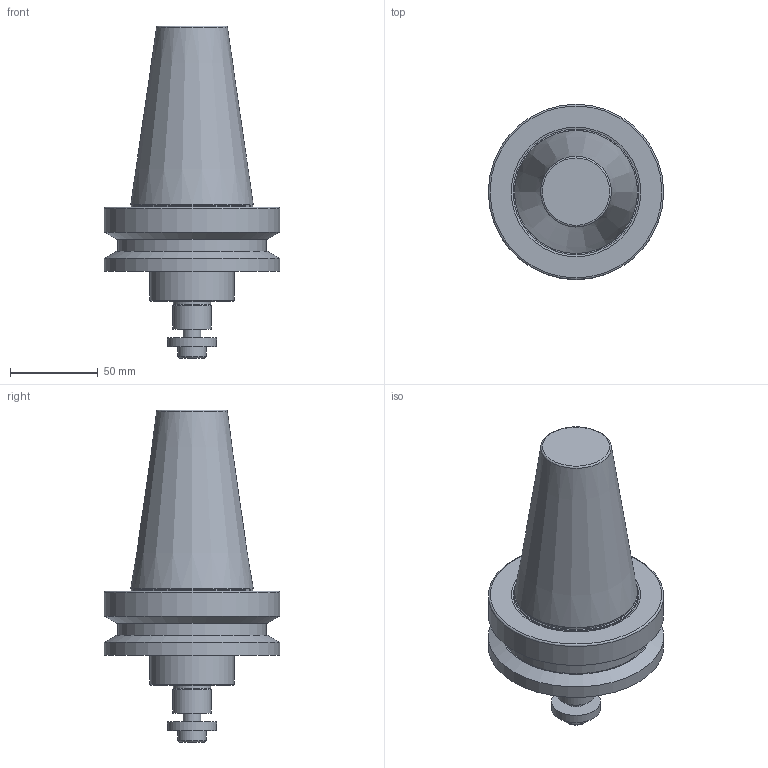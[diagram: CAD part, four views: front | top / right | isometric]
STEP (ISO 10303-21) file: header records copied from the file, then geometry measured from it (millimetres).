
FILE_DESCRIPTION(/* description */ ('3-D model version:1'),/* implementation_level */ '2;1');
FILE_NAME(/* name */ '392.55805C5022055',/* time_stamp */ '2016-12-02T14:02:01',/* author */ ('InteractiveCad'),/* organization */ ('AB Sandvik Coromant'),/* preprocessor_version */ 'ST-DEVELOPER v11',/* originating_system */ 'SIEMENS UGS NX 6.0',/* authorization */ '');
FILE_SCHEMA(('AUTOMOTIVE_DESIGN'));
Length unit declared in the file: millimetre
Products named in the file (1): 392.55805C5022055_635399699216234688_1_stp
Bounding box: 99.97 x 99.97 x 189.3 mm (x, y, z)
Volume: 557503.8 mm3; surface area: 51019.2 mm2
Topology: 1 solids, 1 shells, 41 faces, 68 edges, 40 vertices
Faces by surface type: plane 13, cylinder 12, cone 10, torus 6
Full cylindrical faces by diameter (mm): 10 x1, 11 x2, 16 x1, 21.294 x1, 21.994 x1, 28 x1, 48 x1, 69.25 x1, 85 x1, 99.973 x2
Entity records: 852 total; most frequent: DIRECTION 170, CARTESIAN_POINT 125, AXIS2_PLACEMENT_3D 85, EDGE_LOOP 80, ORIENTED_EDGE 80, FACE_BOUND 78, ADVANCED_FACE 41, VERTEX_POINT 40
